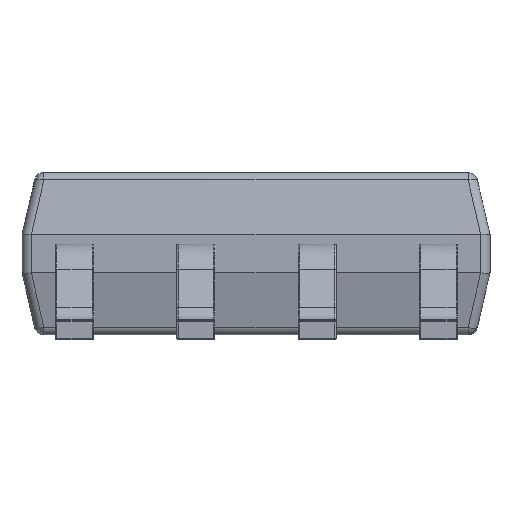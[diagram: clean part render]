
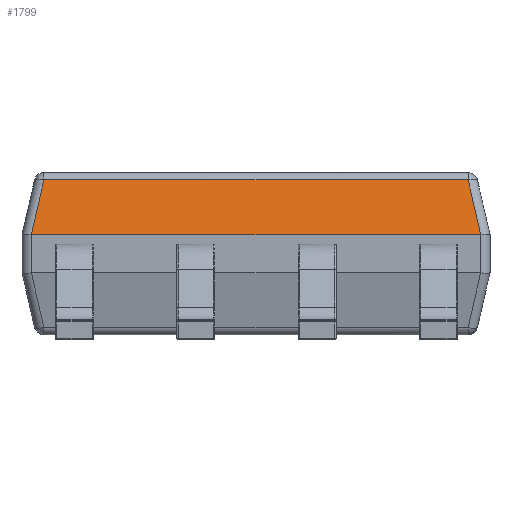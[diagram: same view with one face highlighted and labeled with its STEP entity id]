
A CAD part, front view. The second image highlights one B-rep face of the part: STEP entity #1799.
In plain terms, the highlighted free-form (B-spline) face has degree [1, 1] with [2, 2] control points.
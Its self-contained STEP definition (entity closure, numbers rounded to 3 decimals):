
#1455 = VERTEX_POINT('',#1456);
#1456 = CARTESIAN_POINT('',(2.31,-1.917,
    1.105));
#1461 = EDGE_CURVE('',#1455,#1462,#1464,.T.);
#1462 = VERTEX_POINT('',#1463);
#1463 = CARTESIAN_POINT('',(-2.31,-1.917,
    1.105));
#1464 = B_SPLINE_CURVE_WITH_KNOTS('',1,(#1465,#1466),.UNSPECIFIED.,.F.,
  .F.,(2,2),(-4.719,-0.098),
  .PIECEWISE_BEZIER_KNOTS.);
#1465 = CARTESIAN_POINT('',(2.31,-1.917,
    1.105));
#1466 = CARTESIAN_POINT('',(-2.31,-1.917,
    1.105));
#1799 = ADVANCED_FACE('',(#1800),#1840,.T.);
#1800 = FACE_BOUND('',#1801,.T.);
#1801 = EDGE_LOOP('',(#1802,#1803,#1812,#1819,#1826,#1833));
#1802 = ORIENTED_EDGE('',*,*,#1461,.F.);
#1803 = ORIENTED_EDGE('',*,*,#1804,.T.);
#1804 = EDGE_CURVE('',#1455,#1805,#1807,.T.);
#1805 = VERTEX_POINT('',#1806);
#1806 = CARTESIAN_POINT('',(2.313,-1.917,
    1.105));
#1807 = ( BOUNDED_CURVE() B_SPLINE_CURVE(3,(#1808,#1809,#1810,#1811),
.UNSPECIFIED.,.F.,.F.) B_SPLINE_CURVE_WITH_KNOTS((4,4),(0.,
0.025),.PIECEWISE_BEZIER_KNOTS.) CURVE() 
GEOMETRIC_REPRESENTATION_ITEM() RATIONAL_B_SPLINE_CURVE((1.,
1.,1.,1.)) REPRESENTATION_ITEM('') );
#1808 = CARTESIAN_POINT('',(2.31,-1.917,
    1.105));
#1809 = CARTESIAN_POINT('',(2.311,-1.917,
    1.105));
#1810 = CARTESIAN_POINT('',(2.312,-1.917,
    1.105));
#1811 = CARTESIAN_POINT('',(2.313,-1.917,
    1.105));
#1812 = ORIENTED_EDGE('',*,*,#1813,.T.);
#1813 = EDGE_CURVE('',#1805,#1814,#1816,.T.);
#1814 = VERTEX_POINT('',#1815);
#1815 = CARTESIAN_POINT('',(2.183,-1.787,
    1.668));
#1816 = B_SPLINE_CURVE_WITH_KNOTS('',1,(#1817,#1818),.UNSPECIFIED.,.F.,
  .F.,(2,2),(-1.147,-0.555),.PIECEWISE_BEZIER_KNOTS.);
#1817 = CARTESIAN_POINT('',(2.313,-1.917,
    1.105));
#1818 = CARTESIAN_POINT('',(2.183,-1.787,
    1.668));
#1819 = ORIENTED_EDGE('',*,*,#1820,.T.);
#1820 = EDGE_CURVE('',#1814,#1821,#1823,.T.);
#1821 = VERTEX_POINT('',#1822);
#1822 = CARTESIAN_POINT('',(-2.183,-1.787,
    1.668));
#1823 = B_SPLINE_CURVE_WITH_KNOTS('',1,(#1824,#1825),.UNSPECIFIED.,.F.,
  .F.,(2,2),(-2.183,2.183),.PIECEWISE_BEZIER_KNOTS.);
#1824 = CARTESIAN_POINT('',(2.183,-1.787,
    1.668));
#1825 = CARTESIAN_POINT('',(-2.183,-1.787,
    1.668));
#1826 = ORIENTED_EDGE('',*,*,#1827,.T.);
#1827 = EDGE_CURVE('',#1821,#1828,#1830,.T.);
#1828 = VERTEX_POINT('',#1829);
#1829 = CARTESIAN_POINT('',(-2.313,-1.917,
    1.105));
#1830 = B_SPLINE_CURVE_WITH_KNOTS('',1,(#1831,#1832),.UNSPECIFIED.,.F.,
  .F.,(2,2),(0.555,1.147),.PIECEWISE_BEZIER_KNOTS.);
#1831 = CARTESIAN_POINT('',(-2.183,-1.787,
    1.668));
#1832 = CARTESIAN_POINT('',(-2.313,-1.917,
    1.105));
#1833 = ORIENTED_EDGE('',*,*,#1834,.T.);
#1834 = EDGE_CURVE('',#1828,#1462,#1835,.T.);
#1835 = ( BOUNDED_CURVE() B_SPLINE_CURVE(3,(#1836,#1837,#1838,#1839),
.UNSPECIFIED.,.F.,.F.) B_SPLINE_CURVE_WITH_KNOTS((4,4),(6.258,
6.283),.PIECEWISE_BEZIER_KNOTS.) CURVE() 
GEOMETRIC_REPRESENTATION_ITEM() RATIONAL_B_SPLINE_CURVE((1.,
1.,1.,1.)) REPRESENTATION_ITEM('') );
#1836 = CARTESIAN_POINT('',(-2.313,-1.917,
    1.105));
#1837 = CARTESIAN_POINT('',(-2.312,-1.917,
    1.105));
#1838 = CARTESIAN_POINT('',(-2.311,-1.917,
    1.105));
#1839 = CARTESIAN_POINT('',(-2.31,-1.917,
    1.105));
#1840 = B_SPLINE_SURFACE_WITH_KNOTS('',1,1,(
    (#1841,#1842)
    ,(#1843,#1844
    )),.UNSPECIFIED.,.F.,.F.,.F.,(2,2),(2,2),(-2.313,
    2.313),(0.078,0.656),
  .PIECEWISE_BEZIER_KNOTS.);
#1841 = CARTESIAN_POINT('',(2.313,-1.787,
    1.668));
#1842 = CARTESIAN_POINT('',(2.313,-1.917,
    1.105));
#1843 = CARTESIAN_POINT('',(-2.313,-1.787,
    1.668));
#1844 = CARTESIAN_POINT('',(-2.313,-1.917,
    1.105));
